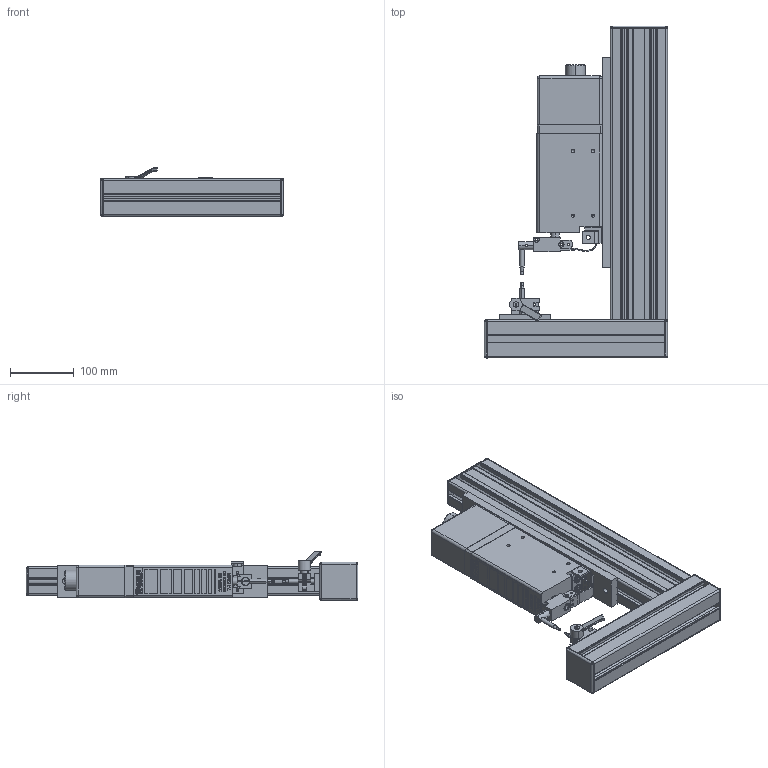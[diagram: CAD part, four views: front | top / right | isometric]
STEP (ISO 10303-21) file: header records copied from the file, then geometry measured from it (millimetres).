
FILE_DESCRIPTION (( 'STEP AP203' ), '1' );
FILE_NAME ('Weld head assy.STEP', '2007-08-15T16:04:17', ( 'User' ), ( '' ), 'SwSTEP 2.0', 'SolidWorks 2007', '' );
FILE_SCHEMA (( 'CONFIG_CONTROL_DESIGN' ));
Products named in the file (23): Weld head assy; Current path mtg brk; Insolating pad; .25 electrode; Electrode clamp; 260-024; 45 x 90 x18_End Finishing_Machined Options_Left Finish_None_Right Finish_None_Length [mm]_813_; 60 x 60 x 11; control box assy; Body6; Body4; Body5; Insolating bushing; Electrode positioner; Mounting plate; Electrode Holder; electrode clamp base; Swivel lock pin; lock handle; Conductor clamp; Conductor; 60 x 60 cap; RESISTANCE LOGO
Assembly tree (24 placements, depth 3):
  Weld head assy
    60 x 60 cap  x2
    RESISTANCE LOGO
    260-024
    Insolating pad
    Electrode positioner
    Swivel lock pin
    .25 electrode
    Current path mtg brk
    Insolating bushing  x2
    60 x 60 x 11
    Electrode clamp
    Electrode Holder
    control box assy
      Body5
      Body4
      Body6
    electrode clamp base
    Mounting plate
    Conductor
    lock handle
    45 x 90 x18_End Finishing_Machined Options_Left Finish_None_Right Finish_None_Length [mm]_813_
    Conductor clamp
Bounding box: 287.4 x 521.2 x 76.56 mm (x, y, z)
Volume: 2692466.9 mm3; surface area: 920354.4 mm2
Topology: 23 solids, 23 shells, 1773 faces, 4687 edges, 3013 vertices
Faces by surface type: plane 958, cylinder 526, bspline 154, cone 129, torus 6
Entity records: 62486 total; most frequent: CARTESIAN_POINT 17009, ORIENTED_EDGE 9098, DIRECTION 8593, EDGE_CURVE 4549, VECTOR 3131, LINE 3131, VERTEX_POINT 2975, AXIS2_PLACEMENT_3D 2731
